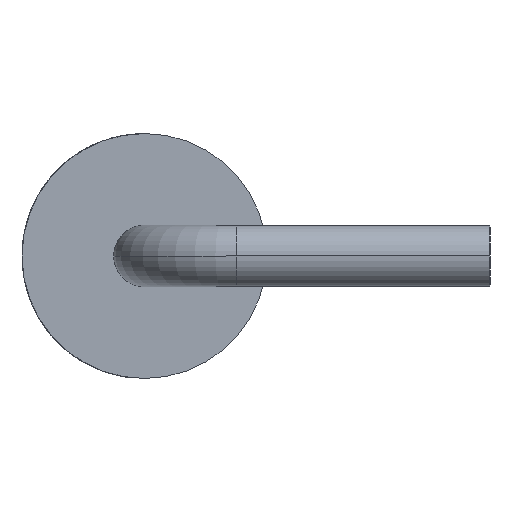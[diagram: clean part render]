
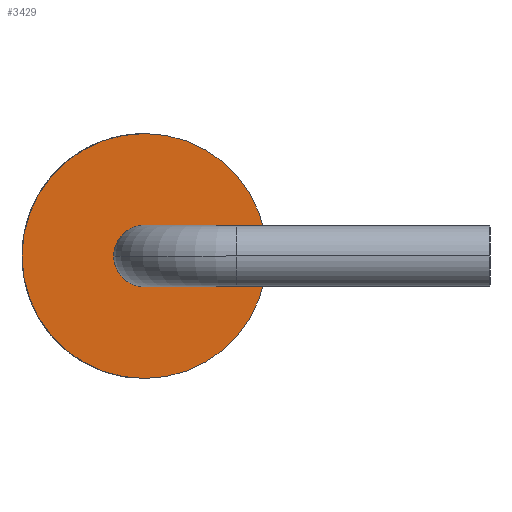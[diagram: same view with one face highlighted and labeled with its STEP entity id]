
A CAD part, left-side view. The second image highlights one B-rep face of the part: STEP entity #3429.
In plain terms, the highlighted planar face has unit normal (-1, 0, 0).
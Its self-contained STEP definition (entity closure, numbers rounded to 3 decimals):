
#339 = DIRECTION ( 'NONE',  ( -1., 0., 0. ) ) ;
#344 = CARTESIAN_POINT ( 'NONE',  ( 4.08, 4.525, 0. ) ) ;
#373 = FACE_BOUND ( 'NONE', #1508, .T. ) ;
#433 = CIRCLE ( 'NONE', #699, 2.525 ) ;
#478 = VERTEX_POINT ( 'NONE', #4552 ) ;
#579 = DIRECTION ( 'NONE',  ( -1., 0., 0. ) ) ;
#585 = CARTESIAN_POINT ( 'NONE',  ( 4.08, 4.525, 0. ) ) ;
#699 = AXIS2_PLACEMENT_3D ( 'NONE', #585, #3047, #1423 ) ;
#721 = CARTESIAN_POINT ( 'NONE',  ( 4.08, 4.525, 0. ) ) ;
#821 = EDGE_CURVE ( 'NONE', #3462, #4257, #433, .T. ) ;
#894 = AXIS2_PLACEMENT_3D ( 'NONE', #2336, #339, #5072 ) ;
#1166 = PLANE ( 'NONE',  #2135 ) ;
#1176 = ORIENTED_EDGE ( 'NONE', *, *, #3805, .F. ) ;
#1195 = EDGE_CURVE ( 'NONE', #4894, #478, #2610, .T. ) ;
#1295 = EDGE_LOOP ( 'NONE', ( #1176, #3099 ) ) ;
#1423 = DIRECTION ( 'NONE',  ( 0., 0., -1. ) ) ;
#1508 = EDGE_LOOP ( 'NONE', ( #3461, #4980 ) ) ;
#1691 = CARTESIAN_POINT ( 'NONE',  ( 4.08, 4.525, -2.525 ) ) ;
#1725 = CIRCLE ( 'NONE', #2537, 2.525 ) ;
#1768 = CARTESIAN_POINT ( 'NONE',  ( 4.08, 3.89, 0. ) ) ;
#1801 = DIRECTION ( 'NONE',  ( 0., 0., -1. ) ) ;
#1852 = DIRECTION ( 'NONE',  ( 1., 0., 0. ) ) ;
#1984 = DIRECTION ( 'NONE',  ( 1., 0., 0. ) ) ;
#2135 = AXIS2_PLACEMENT_3D ( 'NONE', #344, #1984, #5130 ) ;
#2336 = CARTESIAN_POINT ( 'NONE',  ( 4.08, 4.525, 0. ) ) ;
#2537 = AXIS2_PLACEMENT_3D ( 'NONE', #721, #1852, #4243 ) ;
#2610 = CIRCLE ( 'NONE', #2700, 0.635 ) ;
#2700 = AXIS2_PLACEMENT_3D ( 'NONE', #2787, #579, #1801 ) ;
#2787 = CARTESIAN_POINT ( 'NONE',  ( 4.08, 4.525, 0. ) ) ;
#3047 = DIRECTION ( 'NONE',  ( 1., 0., 0. ) ) ;
#3099 = ORIENTED_EDGE ( 'NONE', *, *, #821, .F. ) ;
#3337 = CARTESIAN_POINT ( 'NONE',  ( 4.08, 4.525, 2.525 ) ) ;
#3429 = ADVANCED_FACE ( 'NONE', ( #373, #3517 ), #1166, .F. ) ;
#3461 = ORIENTED_EDGE ( 'NONE', *, *, #1195, .F. ) ;
#3462 = VERTEX_POINT ( 'NONE', #1691 ) ;
#3517 = FACE_OUTER_BOUND ( 'NONE', #1295, .T. ) ;
#3805 = EDGE_CURVE ( 'NONE', #4257, #3462, #1725, .T. ) ;
#3891 = EDGE_CURVE ( 'NONE', #478, #4894, #4144, .T. ) ;
#4144 = CIRCLE ( 'NONE', #894, 0.635 ) ;
#4243 = DIRECTION ( 'NONE',  ( 0., 0., -1. ) ) ;
#4257 = VERTEX_POINT ( 'NONE', #3337 ) ;
#4552 = CARTESIAN_POINT ( 'NONE',  ( 4.08, 5.16, 0. ) ) ;
#4894 = VERTEX_POINT ( 'NONE', #1768 ) ;
#4980 = ORIENTED_EDGE ( 'NONE', *, *, #3891, .F. ) ;
#5072 = DIRECTION ( 'NONE',  ( 0., 0., -1. ) ) ;
#5130 = DIRECTION ( 'NONE',  ( 0., 0., -1. ) ) ;
